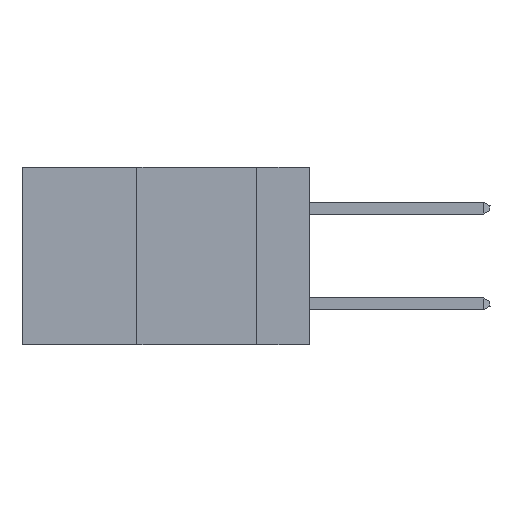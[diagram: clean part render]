
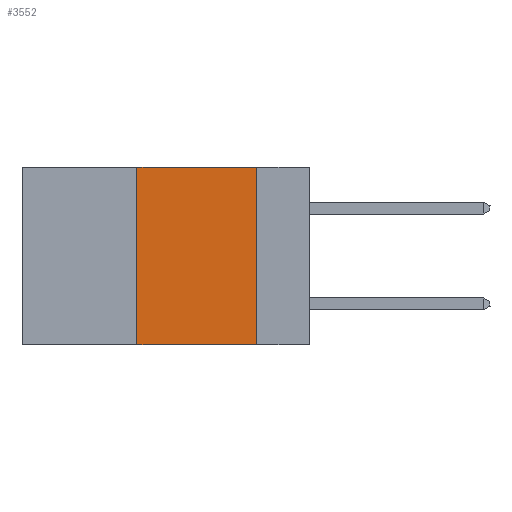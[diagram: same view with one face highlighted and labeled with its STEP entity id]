
A CAD part, left-side view. The second image highlights one B-rep face of the part: STEP entity #3552.
In plain terms, the highlighted planar face has unit normal (-1, 0, 0).
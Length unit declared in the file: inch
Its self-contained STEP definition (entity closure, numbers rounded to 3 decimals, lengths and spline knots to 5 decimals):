
#38 = CARTESIAN_POINT ( 'NONE',  ( 0., 0.11, -0.37 ) ) ;
#1152 = CARTESIAN_POINT ( 'NONE',  ( 0., 0.11, 0. ) ) ;
#1617 = VERTEX_POINT ( 'NONE', #38 ) ;
#1669 = DIRECTION ( 'NONE',  ( 0., 0., -1. ) ) ;
#3185 = CARTESIAN_POINT ( 'NONE',  ( 0., 0.36, 0. ) ) ;
#3252 = CARTESIAN_POINT ( 'NONE',  ( 0., 0.6, -0.37 ) ) ;
#3428 = VERTEX_POINT ( 'NONE', #8171 ) ;
#3517 = EDGE_CURVE ( 'NONE', #7862, #5545, #5564, .T. ) ;
#3552 = ADVANCED_FACE ( 'NONE', ( #18070 ), #13266, .F. ) ;
#5545 = VERTEX_POINT ( 'NONE', #1152 ) ;
#5564 = LINE ( 'NONE', #18030, #13756 ) ;
#5746 = EDGE_CURVE ( 'NONE', #5545, #1617, #15692, .T. ) ;
#7862 = VERTEX_POINT ( 'NONE', #9698 ) ;
#8065 = ORIENTED_EDGE ( 'NONE', *, *, #5746, .F. ) ;
#8171 = CARTESIAN_POINT ( 'NONE',  ( 0., 0.36, -0.37 ) ) ;
#8251 = VECTOR ( 'NONE', #11459, 39.37008 ) ;
#8444 = DIRECTION ( 'NONE',  ( 0., 0., -1. ) ) ;
#9698 = CARTESIAN_POINT ( 'NONE',  ( 0., 0.36, 0. ) ) ;
#11381 = VECTOR ( 'NONE', #1669, 39.37008 ) ;
#11459 = DIRECTION ( 'NONE',  ( 0., -1., 0. ) ) ;
#11630 = ORIENTED_EDGE ( 'NONE', *, *, #19969, .F. ) ;
#12158 = EDGE_LOOP ( 'NONE', ( #8065, #19223, #11630, #20750 ) ) ;
#13266 = PLANE ( 'NONE',  #16741 ) ;
#13756 = VECTOR ( 'NONE', #19636, 39.37008 ) ;
#15692 = LINE ( 'NONE', #19681, #11381 ) ;
#16268 = DIRECTION ( 'NONE',  ( 0., 0., 1. ) ) ;
#16741 = AXIS2_PLACEMENT_3D ( 'NONE', #21259, #18171, #8444 ) ;
#16876 = LINE ( 'NONE', #3252, #8251 ) ;
#18030 = CARTESIAN_POINT ( 'NONE',  ( 0., 0.6, 0. ) ) ;
#18070 = FACE_OUTER_BOUND ( 'NONE', #12158, .T. ) ;
#18171 = DIRECTION ( 'NONE',  ( 1., 0., 0. ) ) ;
#18447 = EDGE_CURVE ( 'NONE', #3428, #1617, #16876, .T. ) ;
#19223 = ORIENTED_EDGE ( 'NONE', *, *, #3517, .F. ) ;
#19234 = LINE ( 'NONE', #3185, #19733 ) ;
#19636 = DIRECTION ( 'NONE',  ( 0., -1., 0. ) ) ;
#19681 = CARTESIAN_POINT ( 'NONE',  ( 0., 0.11, 0. ) ) ;
#19733 = VECTOR ( 'NONE', #16268, 39.37008 ) ;
#19969 = EDGE_CURVE ( 'NONE', #3428, #7862, #19234, .T. ) ;
#20750 = ORIENTED_EDGE ( 'NONE', *, *, #18447, .T. ) ;
#21259 = CARTESIAN_POINT ( 'NONE',  ( 0., 0.6, 0. ) ) ;
